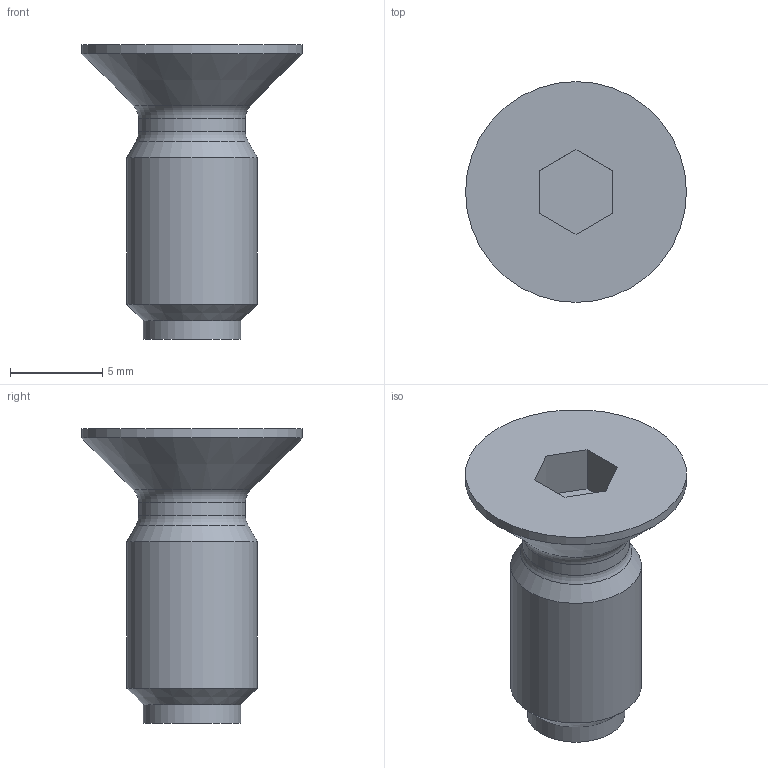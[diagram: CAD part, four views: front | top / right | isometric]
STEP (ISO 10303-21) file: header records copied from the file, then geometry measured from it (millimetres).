
FILE_DESCRIPTION (( 'STEP AP214' ), '1' );
FILE_NAME ('093S0716C.STEP', '2015-04-23T09:24:02', ( 'Admin' ), ( 'Hewlett-Packard Company' ), 'SwSTEP 2.0', 'SolidWorks 2014', '' );
FILE_SCHEMA (( 'AUTOMOTIVE_DESIGN' ));
Length unit declared in the file: millimetre
Products named in the file (1): 093S0716C
Bounding box: 12 x 12 x 16 mm (x, y, z)
Volume: 660.7 mm3; surface area: 582.9 mm2
Topology: 1 solids, 1 shells, 18 faces, 39 edges, 24 vertices
Faces by surface type: plane 9, cylinder 4, cone 3, torus 2
Full cylindrical faces by diameter (mm): 5.3 x1, 5.8 x1, 7.1 x1, 12 x1
Entity records: 467 total; most frequent: DIRECTION 76, CARTESIAN_POINT 69, ORIENTED_EDGE 56, AXIS2_PLACEMENT_3D 29, EDGE_CURVE 28, EDGE_LOOP 28, FACE_OUTER_BOUND 24, VERTEX_POINT 22
